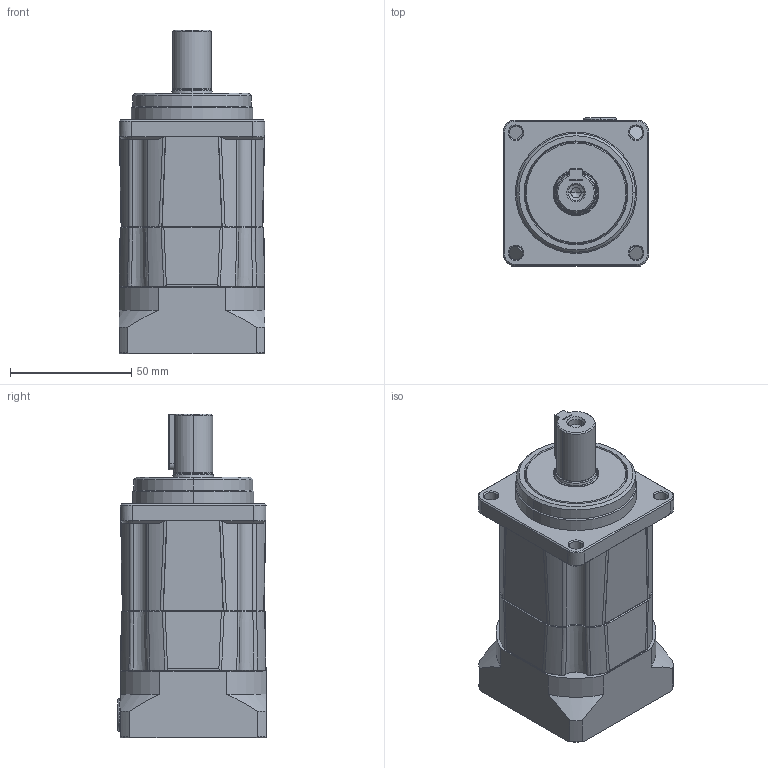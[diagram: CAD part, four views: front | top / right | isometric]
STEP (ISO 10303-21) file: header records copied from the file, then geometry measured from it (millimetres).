
FILE_DESCRIPTION (( 'STEP AP214' ), '1' );
FILE_NAME ('Outside_9810086273_HPN-14A-20-J6AEA-YA1-OM.STEP', '2021-07-20T07:33:27', ( 'Windows ユーザー' ), ( '' ), 'SwSTEP 2.0', 'SolidWorks 2018', '' );
FILE_SCHEMA (( 'AUTOMOTIVE_DESIGN' ));
Length unit declared in the file: millimetre
Products named in the file (1): Outside_9810086273_HPN-14A-20-J6AEA-YA1-OM
Bounding box: 60 x 61 x 133.5 mm (x, y, z)
Volume: 312937.3 mm3; surface area: 42390.3 mm2
Topology: 2 solids, 2 shells, 571 faces, 1428 edges, 885 vertices
Faces by surface type: plane 210, cylinder 161, cone 101, bspline 99
Entity records: 27648 total; most frequent: CARTESIAN_POINT 8527, ORIENTED_EDGE 2820, DIRECTION 2516, EDGE_CURVE 1410, AXIS2_PLACEMENT_3D 924, VERTEX_POINT 885, LINE 668, VECTOR 668
